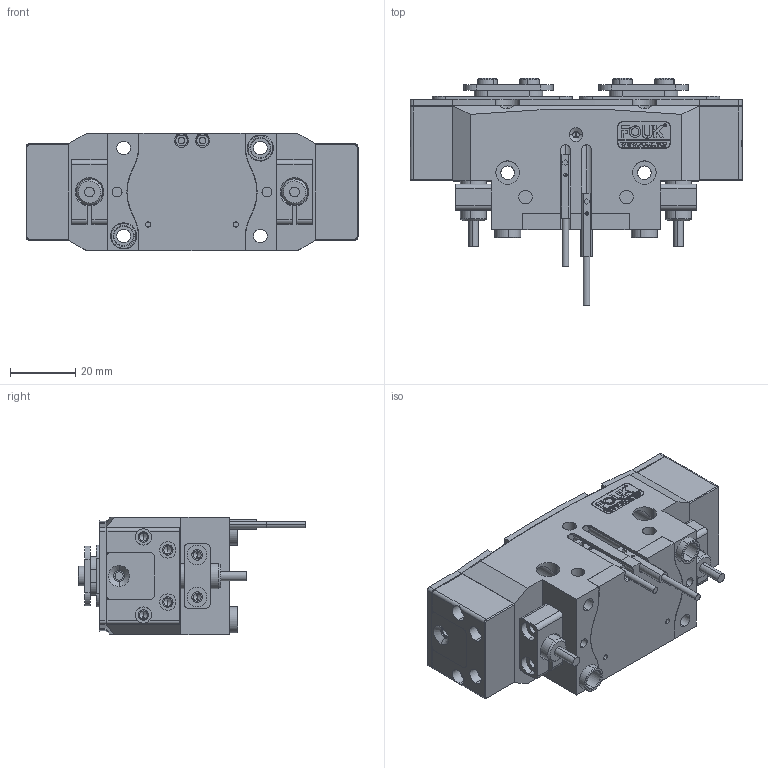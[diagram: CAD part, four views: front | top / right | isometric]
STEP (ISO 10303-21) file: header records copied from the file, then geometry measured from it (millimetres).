
FILE_DESCRIPTION (( 'STEP AP203' ), '1' );
FILE_NAME ('FR28-76-S-P.STEP', '2025-05-06T06:56:48', ( 'USER-' ), ( 'Microsoft' ), 'SwSTEP 2.0', 'SolidWorks 2018', '' );
FILE_SCHEMA (( 'CONFIG_CONTROL_DESIGN' ));
Length unit declared in the file: millimetre
Products named in the file (22): FR28-76-P 賑雄結啣; 电容传感器8x18接近开关; TRT-28-76-M-06 笢猾啣; TRT-28-76-M-01 褲极; 揤輸杅耀.sldasm-Part-9; TRT-28-76-M-05 菁裔啣; P-GS-T-01 諉輪羲壽標厥釱; TRT28-76-P-01 奻葡裔啣; TRT28-76-P-03 耜猾苤啣; TRT-28-76-P-02 耜猾极; FR28-76-P 忒硌薊啣; FR28-76-P-滅鳥饜璃; 棠羲換覜ん; 内六角圆柱头螺钉[GBT70_1-2008][M2.5×8]_M2.5×8; 苤覜聆假蚾璃; FR-28-76-S-02 賑輸; ﾏ擎ﾗ8｡ﾁ6｡ﾁ6; 揤輸蚾饜极; FR28-76-S-P; 16x8-R1.5-0.4; ﾏ擎ﾗ6｡ﾁ4｡ﾁ5; 揤輸
Assembly tree (40 placements, depth 3):
  FR28-76-S-P
    TRT-28-76-M-01 褲极
    TRT-28-76-M-05 菁裔啣
    TRT-28-76-M-06 笢猾啣
    P-GS-T-01 諉輪羲壽標厥釱  x2
    电容传感器8x18接近开关  x2
    棠羲換覜ん  x2
    16x8-R1.5-0.4
    ﾏ擎ﾗ6｡ﾁ4｡ﾁ5  x8
    揤輸
      揤輸杅耀.sldasm-Part-9
      内六角圆柱头螺钉[GBT70_1-2008][M2.5×8]_M2.5×8  x2
    揤輸蚾饜极
      内六角圆柱头螺钉[GBT70_1-2008][M2.5×8]_M2.5×8  x2
      苤覜聆假蚾璃
    FR-28-76-S-02 賑輸  x2
    FR28-76-P-滅鳥饜璃
      TRT28-76-P-01 奻葡裔啣
      TRT-28-76-P-02 耜猾极  x2
      TRT28-76-P-03 耜猾苤啣  x2
      FR28-76-P 忒硌薊啣  x2
      FR28-76-P 賑雄結啣  x2
    ﾏ擎ﾗ8｡ﾁ6｡ﾁ6  x2
Bounding box: 102 x 69.84 x 36 mm (x, y, z)
Volume: 103971.2 mm3; surface area: 61394.2 mm2
Topology: 37 solids, 43 shells, 1670 faces, 4315 edges, 2746 vertices
Faces by surface type: plane 704, cylinder 547, cone 248, bspline 155, torus 16
Entity records: 46702 total; most frequent: CARTESIAN_POINT 13580, ORIENTED_EDGE 6442, DIRECTION 5976, EDGE_CURVE 3221, VERTEX_POINT 2108, AXIS2_PLACEMENT_3D 2008, VECTOR 1960, LINE 1960
